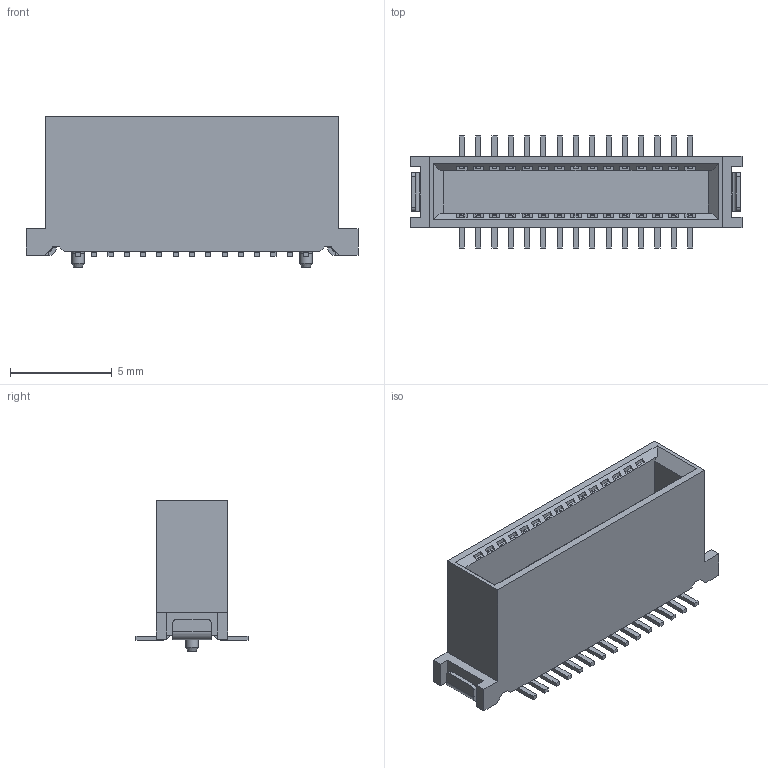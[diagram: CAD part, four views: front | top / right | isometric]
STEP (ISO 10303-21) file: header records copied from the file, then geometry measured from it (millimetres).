
FILE_DESCRIPTION( ('This file contains a STEP AP42 implementation' ,'as created by ZW3D STEP Interface translator.') ,'2;1' );
FILE_NAME( '3618-PXXX-068MXXR01.stp' ,'23 314.154416', (''), ('ZWCAD Software Co.'), 'Version 1.0', 'ZW3D to STEP translator', '' );
FILE_SCHEMA(('AUTOMOTIVE_DESIGN { 1 0 10303 214 1 1 1 1 }'));
Length unit declared in the file: millimetre
Products named in the file (2): 0; 3618-PXXX-068MXXR01
Bounding box: 16.3 x 5.5 x 7.4 mm (x, y, z)
Volume: 206.7 mm3; surface area: 606.3 mm2
Topology: 1 solids, 5 shells, 720 faces, 1950 edges, 1240 vertices
Faces by surface type: plane 626, cylinder 82, bspline 10, cone 2
Full cylindrical faces by diameter (mm): 0.6 x2
Entity records: 22908 total; most frequent: CARTESIAN_POINT 3987, ORIENTED_EDGE 3900, DIRECTION 3554, EDGE_CURVE 1950, VECTOR 1768, LINE 1768, VERTEX_POINT 1240, AXIS2_PLACEMENT_3D 893
